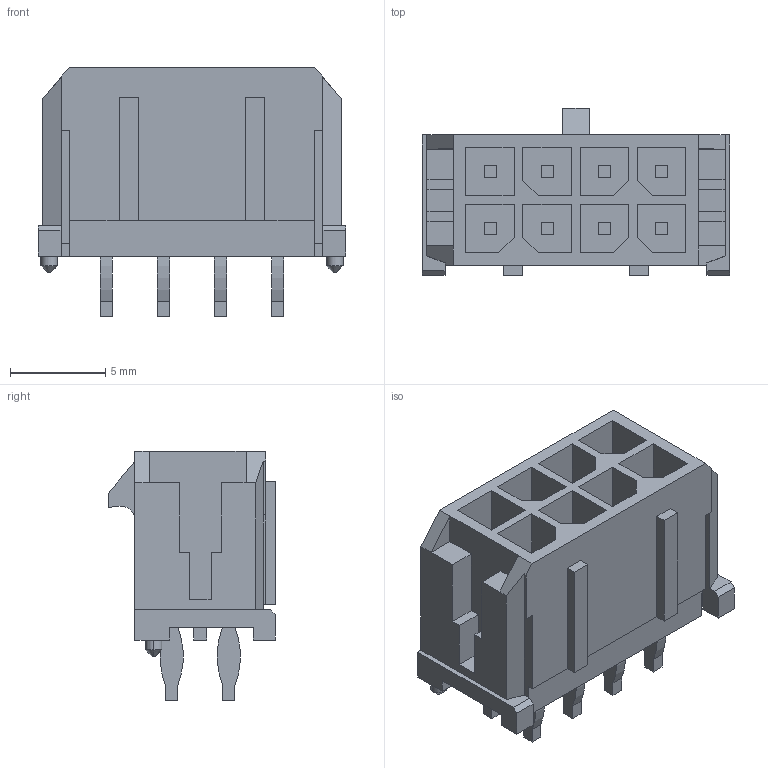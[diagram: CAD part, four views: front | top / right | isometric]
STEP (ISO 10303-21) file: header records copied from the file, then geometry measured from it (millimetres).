
FILE_DESCRIPTION((''),'2;1');
FILE_NAME('449140801','2019-07-30T',('gga'),(''),'PRO/ENGINEER BY PARAMETRIC TECHNOLOGY CORPORATION, 2016010','PRO/ENGINEER BY PARAMETRIC TECHNOLOGY CORPORATION, 2016010','');
FILE_SCHEMA(('CONFIG_CONTROL_DESIGN'));
Length unit declared in the file: millimetre
Products named in the file (1): 449140801
Bounding box: 16.15 x 8.8 x 13.09 mm (x, y, z)
Volume: 657.9 mm3; surface area: 1474.4 mm2
Topology: 1 solids, 1 shells, 244 faces, 661 edges, 449 vertices
Faces by surface type: plane 219, cylinder 21, cone 4
Entity records: 7572 total; most frequent: CARTESIAN_POINT 1324, ORIENTED_EDGE 1264, DIRECTION 1217, EDGE_CURVE 632, VECTOR 595, LINE 595, VERTEX_POINT 418, AXIS2_PLACEMENT_3D 311
